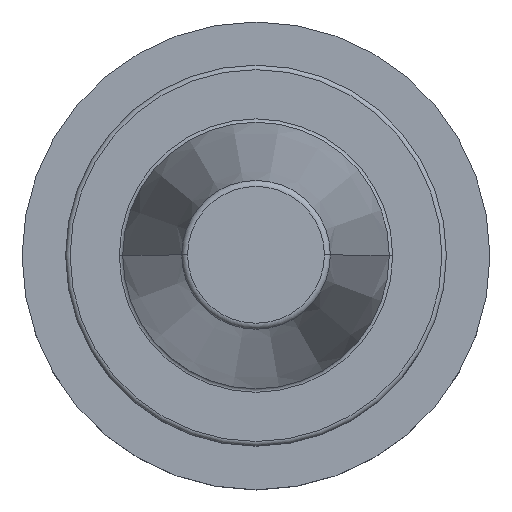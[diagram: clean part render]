
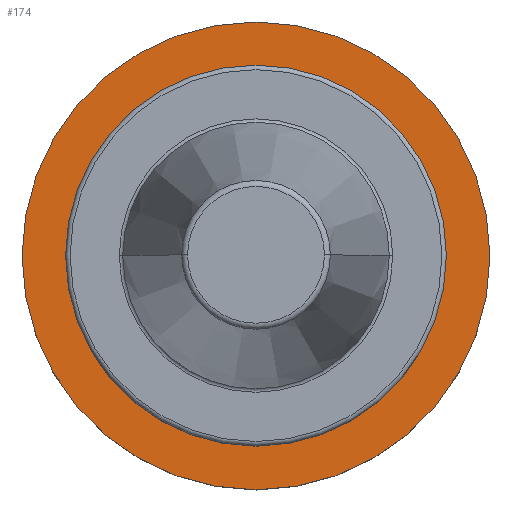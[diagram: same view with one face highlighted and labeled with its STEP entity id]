
A CAD part, top view. The second image highlights one B-rep face of the part: STEP entity #174.
In plain terms, the highlighted planar face has unit normal (0, 0, 1).
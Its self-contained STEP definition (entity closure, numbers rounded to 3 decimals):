
#174=ADVANCED_FACE('',(#200,#201),#188,.F.);
#188=PLANE('',#708);
#200=FACE_BOUND('',#240,.T.);
#201=FACE_BOUND('',#241,.T.);
#240=EDGE_LOOP('',(#375,#376));
#241=EDGE_LOOP('',(#377,#378));
#375=ORIENTED_EDGE('',*,*,#518,.T.);
#376=ORIENTED_EDGE('',*,*,#460,.T.);
#377=ORIENTED_EDGE('',*,*,#464,.F.);
#378=ORIENTED_EDGE('',*,*,#519,.F.);
#413=VERTEX_POINT('',#976);
#414=VERTEX_POINT('',#977);
#417=VERTEX_POINT('',#985);
#418=VERTEX_POINT('',#986);
#460=EDGE_CURVE('',#413,#414,#538,.T.);
#464=EDGE_CURVE('',#417,#418,#542,.T.);
#518=EDGE_CURVE('',#414,#413,#581,.T.);
#519=EDGE_CURVE('',#418,#417,#582,.T.);
#538=CIRCLE('',#633,25.);
#542=CIRCLE('',#638,39.);
#581=CIRCLE('',#706,25.);
#582=CIRCLE('',#707,39.);
#633=AXIS2_PLACEMENT_3D('',#975,#754,#755);
#638=AXIS2_PLACEMENT_3D('',#984,#764,#765);
#706=AXIS2_PLACEMENT_3D('',#1096,#915,#916);
#707=AXIS2_PLACEMENT_3D('',#1097,#917,#918);
#708=AXIS2_PLACEMENT_3D('',#1098,#919,#920);
#754=DIRECTION('',(0.,0.,-1.));
#755=DIRECTION('',(-1.,0.,0.));
#764=DIRECTION('',(0.,0.,-1.));
#765=DIRECTION('',(-1.,0.,0.));
#915=DIRECTION('',(0.,0.,-1.));
#916=DIRECTION('',(-1.,0.,0.));
#917=DIRECTION('',(0.,0.,-1.));
#918=DIRECTION('',(-1.,0.,0.));
#919=DIRECTION('',(0.,0.,-1.));
#920=DIRECTION('',(1.,0.,0.));
#975=CARTESIAN_POINT('',(0.,0.,-35.));
#976=CARTESIAN_POINT('',(25.,0.,-35.));
#977=CARTESIAN_POINT('',(-25.,0.,-35.));
#984=CARTESIAN_POINT('',(0.,0.,-35.));
#985=CARTESIAN_POINT('',(-39.,0.,-35.));
#986=CARTESIAN_POINT('',(39.,0.,-35.));
#1096=CARTESIAN_POINT('',(0.,0.,-35.));
#1097=CARTESIAN_POINT('',(0.,0.,-35.));
#1098=CARTESIAN_POINT('',(0.,24.,-35.));
